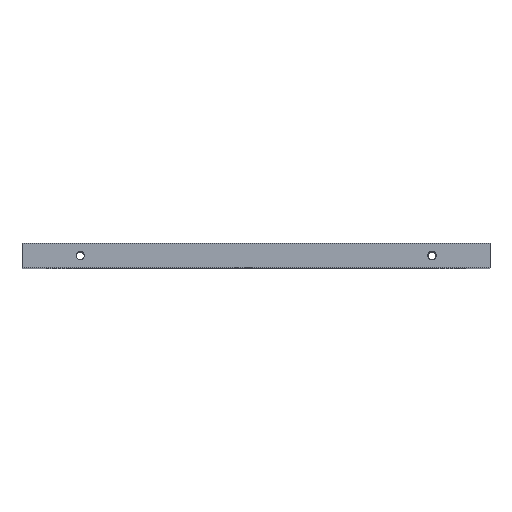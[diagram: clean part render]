
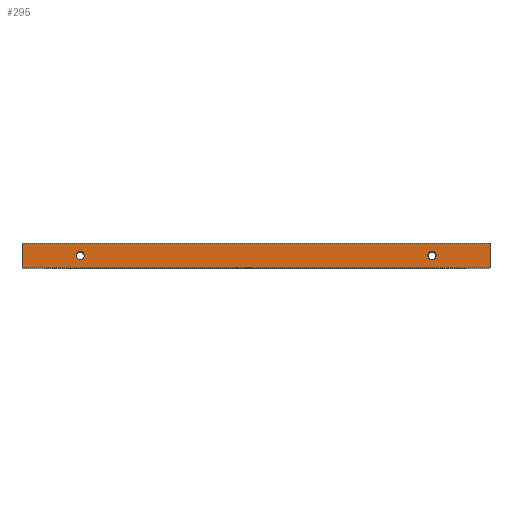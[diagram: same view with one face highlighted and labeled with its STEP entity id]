
A CAD part, top view. The second image highlights one B-rep face of the part: STEP entity #295.
In plain terms, the highlighted planar face has unit normal (0, 0, 1).
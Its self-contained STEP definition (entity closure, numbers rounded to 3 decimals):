
#18 = ORIENTED_EDGE ( 'NONE', *, *, #1030, .F. ) ;
#41 = AXIS2_PLACEMENT_3D ( 'NONE', #1938, #326, #1783 ) ;
#75 = CIRCLE ( 'NONE', #41, 0.8 ) ;
#119 = VECTOR ( 'NONE', #352, 1000. ) ;
#126 = DIRECTION ( 'NONE',  ( 1., 0., 0. ) ) ;
#170 = EDGE_CURVE ( 'NONE', #2123, #2029, #1246, .T. ) ;
#183 = ORIENTED_EDGE ( 'NONE', *, *, #506, .F. ) ;
#235 = CARTESIAN_POINT ( 'NONE',  ( 33.2, 0., 47. ) ) ;
#269 = VERTEX_POINT ( 'NONE', #1996 ) ;
#295 = ADVANCED_FACE ( 'NONE', ( #1109, #929, #1468 ), #1830, .F. ) ;
#326 = DIRECTION ( 'NONE',  ( 0., 0., 1. ) ) ;
#352 = DIRECTION ( 'NONE',  ( 1., 0., 0. ) ) ;
#383 = DIRECTION ( 'NONE',  ( 0., 0., 1. ) ) ;
#425 = DIRECTION ( 'NONE',  ( 1., 0., 0. ) ) ;
#465 = EDGE_LOOP ( 'NONE', ( #884, #18 ) ) ;
#499 = ORIENTED_EDGE ( 'NONE', *, *, #2164, .F. ) ;
#506 = EDGE_CURVE ( 'NONE', #648, #699, #75, .T. ) ;
#521 = EDGE_LOOP ( 'NONE', ( #2220, #499, #1470, #2135 ) ) ;
#535 = LINE ( 'NONE', #1946, #1670 ) ;
#648 = VERTEX_POINT ( 'NONE', #1455 ) ;
#692 = CARTESIAN_POINT ( 'NONE',  ( -34.8, 0., 47. ) ) ;
#699 = VERTEX_POINT ( 'NONE', #235 ) ;
#747 = CARTESIAN_POINT ( 'NONE',  ( 45.22, 2.381, 47. ) ) ;
#850 = LINE ( 'NONE', #1248, #1115 ) ;
#884 = ORIENTED_EDGE ( 'NONE', *, *, #2185, .F. ) ;
#929 = FACE_BOUND ( 'NONE', #1326, .T. ) ;
#1030 = EDGE_CURVE ( 'NONE', #2224, #269, #2230, .T. ) ;
#1064 = DIRECTION ( 'NONE',  ( 0., -1., 0. ) ) ;
#1073 = EDGE_CURVE ( 'NONE', #1770, #1749, #850, .T. ) ;
#1109 = FACE_BOUND ( 'NONE', #465, .T. ) ;
#1115 = VECTOR ( 'NONE', #1418, 1000. ) ;
#1124 = ORIENTED_EDGE ( 'NONE', *, *, #1566, .F. ) ;
#1125 = EDGE_CURVE ( 'NONE', #1770, #2123, #535, .T. ) ;
#1246 = LINE ( 'NONE', #2140, #119 ) ;
#1248 = CARTESIAN_POINT ( 'NONE',  ( 0., 2.381, 47. ) ) ;
#1326 = EDGE_LOOP ( 'NONE', ( #183, #1124 ) ) ;
#1350 = DIRECTION ( 'NONE',  ( 0., 0., 1. ) ) ;
#1365 = VECTOR ( 'NONE', #1699, 1000. ) ;
#1418 = DIRECTION ( 'NONE',  ( 1., 0., 0. ) ) ;
#1455 = CARTESIAN_POINT ( 'NONE',  ( 34.8, 0., 47. ) ) ;
#1468 = FACE_OUTER_BOUND ( 'NONE', #521, .T. ) ;
#1470 = ORIENTED_EDGE ( 'NONE', *, *, #1073, .F. ) ;
#1477 = CARTESIAN_POINT ( 'NONE',  ( 0., 2.381, 47. ) ) ;
#1501 = LINE ( 'NONE', #2240, #1365 ) ;
#1526 = CIRCLE ( 'NONE', #1568, 0.8 ) ;
#1541 = CARTESIAN_POINT ( 'NONE',  ( -45.26, -2.381, 47. ) ) ;
#1566 = EDGE_CURVE ( 'NONE', #699, #648, #1526, .T. ) ;
#1568 = AXIS2_PLACEMENT_3D ( 'NONE', #2288, #383, #1764 ) ;
#1670 = VECTOR ( 'NONE', #1064, 1000. ) ;
#1699 = DIRECTION ( 'NONE',  ( 0., -1., 0. ) ) ;
#1749 = VERTEX_POINT ( 'NONE', #747 ) ;
#1764 = DIRECTION ( 'NONE',  ( 1., 0., 0. ) ) ;
#1770 = VERTEX_POINT ( 'NONE', #2187 ) ;
#1783 = DIRECTION ( 'NONE',  ( 1., 0., 0. ) ) ;
#1830 = PLANE ( 'NONE',  #2051 ) ;
#1898 = AXIS2_PLACEMENT_3D ( 'NONE', #2059, #2071, #126 ) ;
#1929 = AXIS2_PLACEMENT_3D ( 'NONE', #2253, #1350, #425 ) ;
#1938 = CARTESIAN_POINT ( 'NONE',  ( 34., 0., 47. ) ) ;
#1946 = CARTESIAN_POINT ( 'NONE',  ( -45.26, 2.381, 47. ) ) ;
#1996 = CARTESIAN_POINT ( 'NONE',  ( -33.2, 0., 47. ) ) ;
#2029 = VERTEX_POINT ( 'NONE', #2181 ) ;
#2051 = AXIS2_PLACEMENT_3D ( 'NONE', #1477, #2180, #2189 ) ;
#2059 = CARTESIAN_POINT ( 'NONE',  ( -34., 0., 47. ) ) ;
#2071 = DIRECTION ( 'NONE',  ( 0., 0., 1. ) ) ;
#2123 = VERTEX_POINT ( 'NONE', #1541 ) ;
#2135 = ORIENTED_EDGE ( 'NONE', *, *, #1125, .T. ) ;
#2140 = CARTESIAN_POINT ( 'NONE',  ( 0., -2.381, 47. ) ) ;
#2164 = EDGE_CURVE ( 'NONE', #1749, #2029, #1501, .T. ) ;
#2180 = DIRECTION ( 'NONE',  ( 0., 0., -1. ) ) ;
#2181 = CARTESIAN_POINT ( 'NONE',  ( 45.22, -2.381, 47. ) ) ;
#2185 = EDGE_CURVE ( 'NONE', #269, #2224, #2303, .T. ) ;
#2187 = CARTESIAN_POINT ( 'NONE',  ( -45.26, 2.381, 47. ) ) ;
#2189 = DIRECTION ( 'NONE',  ( -1., 0., 0. ) ) ;
#2220 = ORIENTED_EDGE ( 'NONE', *, *, #170, .T. ) ;
#2224 = VERTEX_POINT ( 'NONE', #692 ) ;
#2230 = CIRCLE ( 'NONE', #1898, 0.8 ) ;
#2240 = CARTESIAN_POINT ( 'NONE',  ( 45.22, 2.381, 47. ) ) ;
#2253 = CARTESIAN_POINT ( 'NONE',  ( -34., 0., 47. ) ) ;
#2288 = CARTESIAN_POINT ( 'NONE',  ( 34., 0., 47. ) ) ;
#2303 = CIRCLE ( 'NONE', #1929, 0.8 ) ;
